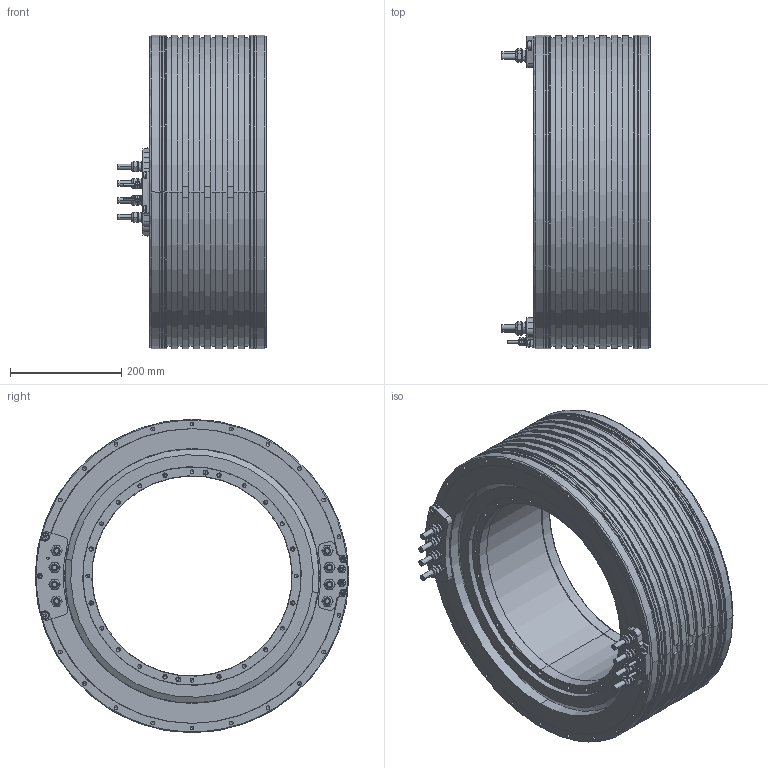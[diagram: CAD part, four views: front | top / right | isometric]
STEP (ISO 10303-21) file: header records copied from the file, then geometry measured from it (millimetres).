
FILE_DESCRIPTION((''),'2;1');
FILE_NAME('TMK0530-150-3UPN__ASM','2021-06-11T09:59:32',('CH5533'),(''),'CREO PARAMETRIC BY PTC INC, 2019164','CREO PARAMETRIC BY PTC INC, 2019164','');
FILE_SCHEMA(('AUTOMOTIVE_DESIGN { 1 0 10303 214 1 1 1 1 }'));
Products named in the file (7): TMK0530-150-2X16-2_1_1; TMK0530-150-2X16-2_1_2; TMK0530-150-2X16-2_1_3; TMK0530-150-2X16-2_1_4; TMK0530-150-2X16-2_1_5; TMK0530-150-2X16-2_1_6; TMK0530-150-3UPN__ASM
Assembly tree (6 placements, depth 2):
  TMK0530-150-3UPN__ASM
    TMK0530-150-2X16-2_1_1
    TMK0530-150-2X16-2_1_2
    TMK0530-150-2X16-2_1_3
    TMK0530-150-2X16-2_1_4
    TMK0530-150-2X16-2_1_5
    TMK0530-150-2X16-2_1_6
Bounding box: 267.2 x 565 x 565 mm (x, y, z)
Volume: 28662262.9 mm3; surface area: 1745744.1 mm2
Topology: 6 solids, 58 shells, 1739 faces, 4380 edges, 2723 vertices
Faces by surface type: plane 693, cylinder 658, cone 328, torus 52, revolution 8
Entity records: 70024 total; most frequent: CARTESIAN_POINT 17452, DIRECTION 9988, ORIENTED_EDGE 8252, EDGE_CURVE 4174, AXIS2_PLACEMENT_3D 3935, VERTEX_POINT 2723, CIRCLE 2090, VECTOR 2089
